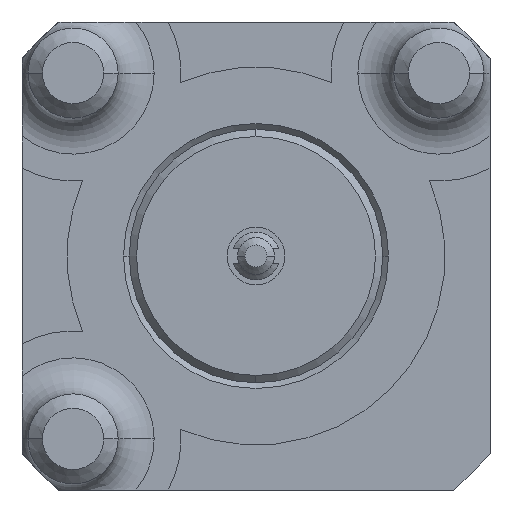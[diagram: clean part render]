
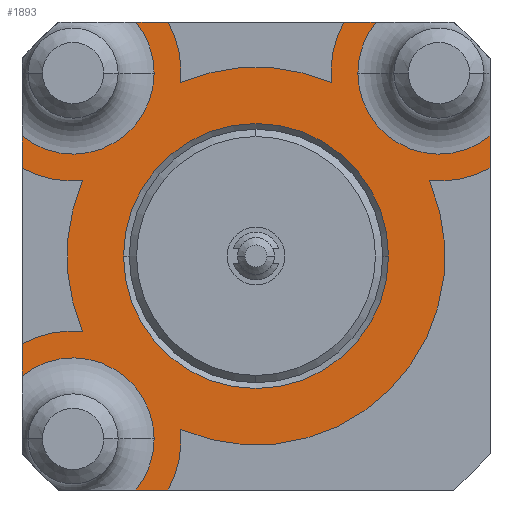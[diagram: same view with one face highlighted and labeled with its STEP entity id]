
A CAD part, front view. The second image highlights one B-rep face of the part: STEP entity #1893.
In plain terms, the highlighted planar face has unit normal (0, -1, 0).
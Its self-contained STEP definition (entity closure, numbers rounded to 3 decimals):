
#398=CARTESIAN_POINT('',(-2.54,-7.75,2.54));
#399=DIRECTION('',(0.,-1.,0.));
#400=DIRECTION('',(0.996,0.,-0.088));
#401=AXIS2_PLACEMENT_3D('',#398,#399,#400);
#407=DIRECTION('',(0.,0.,-1.));
#408=VECTOR('',#407,0.449);
#409=CARTESIAN_POINT('',(-3.25,-7.75,1.667));
#410=LINE('',#409,#408);
#419=DIRECTION('',(0.,0.,1.));
#420=VECTOR('',#419,0.449);
#421=CARTESIAN_POINT('',(-3.25,-7.75,-1.667));
#422=LINE('',#421,#420);
#484=DIRECTION('',(-1.,0.,0.));
#485=VECTOR('',#484,0.449);
#486=CARTESIAN_POINT('',(1.667,-7.75,3.25));
#487=LINE('',#486,#485);
#496=DIRECTION('',(1.,0.,0.));
#497=VECTOR('',#496,0.449);
#498=CARTESIAN_POINT('',(-1.667,-7.75,3.25));
#499=LINE('',#498,#497);
#553=DIRECTION('',(0.,0.,-1.));
#554=VECTOR('',#553,0.449);
#555=CARTESIAN_POINT('',(3.25,-7.75,1.667));
#556=LINE('',#555,#554);
#565=CARTESIAN_POINT('',(2.54,-7.75,2.54));
#566=DIRECTION('',(0.,-1.,0.));
#567=DIRECTION('',(-0.881,0.,0.473));
#568=AXIS2_PLACEMENT_3D('',#565,#566,#567);
#575=CARTESIAN_POINT('',(-2.54,-7.75,-2.54));
#576=DIRECTION('',(0.,-1.,0.));
#577=DIRECTION('',(1.,0.,0.));
#578=AXIS2_PLACEMENT_3D('',#575,#576,#577);
#580=CARTESIAN_POINT('',(-2.54,-7.75,-2.54));
#581=DIRECTION('',(0.,-1.,0.));
#582=DIRECTION('',(0.088,0.,0.996));
#583=AXIS2_PLACEMENT_3D('',#580,#581,#582);
#585=CARTESIAN_POINT('',(-2.54,-7.75,2.54));
#586=DIRECTION('',(0.,1.,0.));
#587=DIRECTION('',(0.088,0.,-0.996));
#588=AXIS2_PLACEMENT_3D('',#585,#586,#587);
#590=CARTESIAN_POINT('',(-2.54,-7.75,2.54));
#591=DIRECTION('',(0.,1.,0.));
#592=DIRECTION('',(1.,0.,0.));
#593=AXIS2_PLACEMENT_3D('',#590,#591,#592);
#595=CARTESIAN_POINT('',(-2.54,-7.75,2.54));
#596=DIRECTION('',(0.,1.,0.));
#597=DIRECTION('',(0.776,0.,0.631));
#598=AXIS2_PLACEMENT_3D('',#595,#596,#597);
#600=CARTESIAN_POINT('',(2.54,-7.75,2.54));
#601=DIRECTION('',(0.,-1.,0.));
#602=DIRECTION('',(-0.776,0.,0.631));
#603=AXIS2_PLACEMENT_3D('',#600,#601,#602);
#605=CARTESIAN_POINT('',(2.54,-7.75,2.54));
#606=DIRECTION('',(0.,-1.,0.));
#607=DIRECTION('',(-1.,0.,0.));
#608=AXIS2_PLACEMENT_3D('',#605,#606,#607);
#610=CARTESIAN_POINT('',(2.54,-7.75,2.54));
#611=DIRECTION('',(0.,-1.,0.));
#612=DIRECTION('',(-0.088,0.,-0.996));
#613=AXIS2_PLACEMENT_3D('',#610,#611,#612);
#615=CARTESIAN_POINT('',(-2.54,-7.75,-2.54));
#616=DIRECTION('',(0.,-1.,0.));
#617=DIRECTION('',(0.776,0.,-0.631));
#618=AXIS2_PLACEMENT_3D('',#615,#616,#617);
#620=CARTESIAN_POINT('',(0.,-7.75,0.));
#621=DIRECTION('',(0.,1.,0.));
#622=DIRECTION('',(-1.,0.,0.));
#623=AXIS2_PLACEMENT_3D('',#620,#621,#622);
#625=CARTESIAN_POINT('',(0.,-7.75,0.));
#626=DIRECTION('',(0.,1.,0.));
#627=DIRECTION('',(1.,0.,0.));
#628=AXIS2_PLACEMENT_3D('',#625,#626,#627);
#630=CARTESIAN_POINT('',(-3.25,-7.75,-1.667));
#728=DIRECTION('',(1.,0.,0.));
#729=VECTOR('',#728,0.449);
#730=CARTESIAN_POINT('',(-1.667,-7.75,-3.25));
#731=LINE('',#730,#729);
#749=CARTESIAN_POINT('',(-2.54,-7.75,-2.54));
#750=DIRECTION('',(0.,-1.,0.));
#751=DIRECTION('',(0.881,0.,-0.473));
#752=AXIS2_PLACEMENT_3D('',#749,#750,#751);
#758=CARTESIAN_POINT('',(0.,-7.75,0.));
#759=DIRECTION('',(0.,-1.,0.));
#760=DIRECTION('',(-0.917,0.,0.398));
#761=AXIS2_PLACEMENT_3D('',#758,#759,#760);
#785=CARTESIAN_POINT('',(0.,-7.75,0.));
#786=DIRECTION('',(0.,-1.,0.));
#787=DIRECTION('',(-0.398,0.,-0.917));
#788=AXIS2_PLACEMENT_3D('',#785,#786,#787);
#794=CARTESIAN_POINT('',(0.,-7.75,0.));
#795=DIRECTION('',(0.,-1.,0.));
#796=DIRECTION('',(0.398,0.,0.917));
#797=AXIS2_PLACEMENT_3D('',#794,#795,#796);
#822=CARTESIAN_POINT('',(-3.25,-7.75,1.667));
#865=CARTESIAN_POINT('',(3.25,-7.75,1.667));
#1094=CARTESIAN_POINT('',(-3.25,-7.75,-1.219));
#1096=VERTEX_POINT('',#1094);
#1098=CARTESIAN_POINT('',(-1.219,-7.75,-3.25));
#1100=VERTEX_POINT('',#1098);
#1102=CARTESIAN_POINT('',(-2.408,-7.75,-1.046));
#1104=VERTEX_POINT('',#1102);
#1106=CARTESIAN_POINT('',(-1.046,-7.75,-2.408));
#1108=VERTEX_POINT('',#1106);
#1110=CARTESIAN_POINT('',(-1.046,-7.75,2.408));
#1111=CARTESIAN_POINT('',(-1.219,-7.75,3.25));
#1112=VERTEX_POINT('',#1110);
#1113=VERTEX_POINT('',#1111);
#1114=CARTESIAN_POINT('',(2.408,-7.75,1.046));
#1115=CARTESIAN_POINT('',(3.25,-7.75,1.219));
#1116=VERTEX_POINT('',#1114);
#1117=VERTEX_POINT('',#1115);
#1122=CARTESIAN_POINT('',(-3.25,-7.75,1.219));
#1123=VERTEX_POINT('',#1122);
#1128=CARTESIAN_POINT('',(-2.408,-7.75,1.046));
#1129=VERTEX_POINT('',#1128);
#1134=CARTESIAN_POINT('',(1.219,-7.75,3.25));
#1136=VERTEX_POINT('',#1134);
#1138=CARTESIAN_POINT('',(1.046,-7.75,2.408));
#1140=VERTEX_POINT('',#1138);
#1146=CARTESIAN_POINT('',(-1.415,-7.75,-2.54));
#1147=VERTEX_POINT('',#1146);
#1152=CARTESIAN_POINT('',(-1.415,-7.75,2.54));
#1153=VERTEX_POINT('',#1152);
#1158=CARTESIAN_POINT('',(1.415,-7.75,2.54));
#1159=VERTEX_POINT('',#1158);
#1160=VERTEX_POINT('',#630);
#1163=VERTEX_POINT('',#822);
#1164=VERTEX_POINT('',#865);
#1166=CARTESIAN_POINT('',(-1.667,-7.75,-3.25));
#1167=VERTEX_POINT('',#1166);
#1168=CARTESIAN_POINT('',(-1.667,-7.75,3.25));
#1169=VERTEX_POINT('',#1168);
#1170=CARTESIAN_POINT('',(1.667,-7.75,3.25));
#1171=VERTEX_POINT('',#1170);
#1248=CARTESIAN_POINT('',(-1.84,-7.75,0.));
#1249=CARTESIAN_POINT('',(1.84,-7.75,0.));
#1250=VERTEX_POINT('',#1248);
#1251=VERTEX_POINT('',#1249);
#1849=CARTESIAN_POINT('',(0.,-7.75,0.));
#1850=DIRECTION('',(0.,-1.,0.));
#1851=DIRECTION('',(-1.,0.,0.));
#1852=AXIS2_PLACEMENT_3D('',#1849,#1850,#1851);
#1853=PLANE('',#1852);
#1855=ORIENTED_EDGE('',*,*,#1854,.T.);
#1856=ORIENTED_EDGE('',*,*,#1729,.T.);
#1858=ORIENTED_EDGE('',*,*,#1857,.F.);
#1860=ORIENTED_EDGE('',*,*,#1859,.F.);
#1861=ORIENTED_EDGE('',*,*,#1691,.T.);
#1862=ORIENTED_EDGE('',*,*,#1723,.F.);
#1864=ORIENTED_EDGE('',*,*,#1863,.F.);
#1865=ORIENTED_EDGE('',*,*,#1748,.F.);
#1866=ORIENTED_EDGE('',*,*,#1774,.T.);
#1867=ORIENTED_EDGE('',*,*,#1706,.F.);
#1869=ORIENTED_EDGE('',*,*,#1868,.F.);
#1870=ORIENTED_EDGE('',*,*,#1840,.F.);
#1871=ORIENTED_EDGE('',*,*,#1768,.F.);
#1872=ORIENTED_EDGE('',*,*,#1796,.T.);
#1874=ORIENTED_EDGE('',*,*,#1873,.T.);
#1875=ORIENTED_EDGE('',*,*,#1811,.T.);
#1876=ORIENTED_EDGE('',*,*,#1826,.F.);
#1878=ORIENTED_EDGE('',*,*,#1877,.F.);
#1880=ORIENTED_EDGE('',*,*,#1879,.F.);
#1882=ORIENTED_EDGE('',*,*,#1881,.F.);
#1884=ORIENTED_EDGE('',*,*,#1883,.T.);
#1885=EDGE_LOOP('',(#1855,#1856,#1858,#1860,#1861,#1862,#1864,#1865,#1866,#1867,
#1869,#1870,#1871,#1872,#1874,#1875,#1876,#1878,#1880,#1882,#1884));
#1886=FACE_OUTER_BOUND('',#1885,.F.);
#1888=ORIENTED_EDGE('',*,*,#1887,.F.);
#1890=ORIENTED_EDGE('',*,*,#1889,.F.);
#1891=EDGE_LOOP('',(#1888,#1890));
#1892=FACE_BOUND('',#1891,.F.);
#402=CIRCLE('',#401,1.5);
#569=CIRCLE('',#568,1.5);
#579=CIRCLE('',#578,1.125);
#584=CIRCLE('',#583,1.5);
#589=CIRCLE('',#588,1.5);
#594=CIRCLE('',#593,1.125);
#599=CIRCLE('',#598,1.125);
#604=CIRCLE('',#603,1.125);
#609=CIRCLE('',#608,1.125);
#614=CIRCLE('',#613,1.5);
#619=CIRCLE('',#618,1.125);
#624=CIRCLE('',#623,1.84);
#629=CIRCLE('',#628,1.84);
#753=CIRCLE('',#752,1.5);
#762=CIRCLE('',#761,2.625);
#789=CIRCLE('',#788,2.625);
#798=CIRCLE('',#797,2.625);
#1691=EDGE_CURVE('',#1129,#1123,#589,.T.);
#1706=EDGE_CURVE('',#1112,#1113,#402,.T.);
#1723=EDGE_CURVE('',#1163,#1123,#410,.T.);
#1729=EDGE_CURVE('',#1160,#1096,#422,.T.);
#1748=EDGE_CURVE('',#1169,#1153,#599,.T.);
#1768=EDGE_CURVE('',#1171,#1136,#487,.T.);
#1774=EDGE_CURVE('',#1169,#1113,#499,.T.);
#1796=EDGE_CURVE('',#1171,#1159,#604,.T.);
#1811=EDGE_CURVE('',#1164,#1117,#556,.T.);
#1826=EDGE_CURVE('',#1116,#1117,#614,.T.);
#1840=EDGE_CURVE('',#1136,#1140,#569,.T.);
#1854=EDGE_CURVE('',#1147,#1160,#579,.T.);
#1857=EDGE_CURVE('',#1104,#1096,#584,.T.);
#1859=EDGE_CURVE('',#1129,#1104,#762,.T.);
#1863=EDGE_CURVE('',#1153,#1163,#594,.T.);
#1868=EDGE_CURVE('',#1140,#1112,#798,.T.);
#1873=EDGE_CURVE('',#1159,#1164,#609,.T.);
#1877=EDGE_CURVE('',#1108,#1116,#789,.T.);
#1879=EDGE_CURVE('',#1100,#1108,#753,.T.);
#1881=EDGE_CURVE('',#1167,#1100,#731,.T.);
#1883=EDGE_CURVE('',#1167,#1147,#619,.T.);
#1887=EDGE_CURVE('',#1250,#1251,#624,.T.);
#1889=EDGE_CURVE('',#1251,#1250,#629,.T.);
#1893=ADVANCED_FACE('',(#1886,#1892),#1853,.T.);
